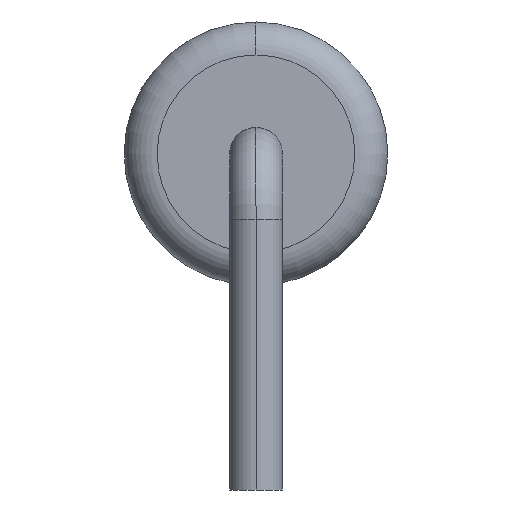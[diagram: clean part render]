
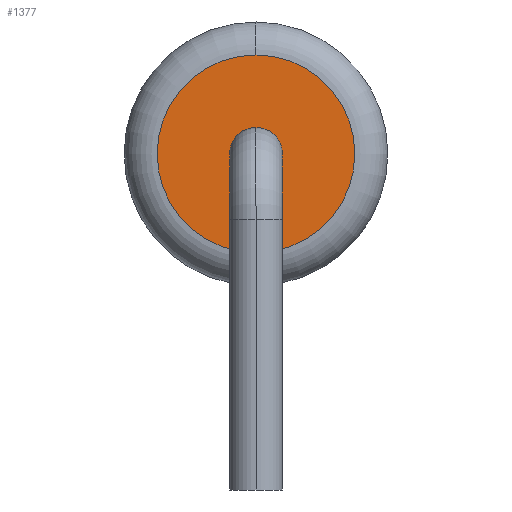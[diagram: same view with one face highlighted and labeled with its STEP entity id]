
A CAD part, left-side view. The second image highlights one B-rep face of the part: STEP entity #1377.
In plain terms, the highlighted planar face has unit normal (-1, 0, 0).
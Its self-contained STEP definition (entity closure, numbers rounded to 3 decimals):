
#1307=CARTESIAN_POINT('',(-5.0,0.5,0.5));
#1308=VERTEX_POINT('',#1307);
#1324=CARTESIAN_POINT('',(-5.0,0.5,3.5));
#1325=VERTEX_POINT('',#1324);
#1333=CARTESIAN_POINT('',(-5.0,0.5,2.));
#1334=DIRECTION('',(1.0,0.0,0.0));
#1335=DIRECTION('',(0.0,0.0,1.0));
#1336=AXIS2_PLACEMENT_3D('',#1333,#1334,#1335);
#1337=CIRCLE('',#1336,1.5);
#1338=EDGE_CURVE('',#1325,#1308,#1337,.T.);
#1349=CARTESIAN_POINT('',(-5.0,0.5,2.));
#1350=DIRECTION('',(1.0,0.0,0.0));
#1351=DIRECTION('',(0.0,0.0,1.0));
#1352=AXIS2_PLACEMENT_3D('',#1349,#1350,#1351);
#1353=CIRCLE('',#1352,1.5);
#1354=EDGE_CURVE('',#1308,#1325,#1353,.T.);
#1368=CARTESIAN_POINT('',(-5.0,0.5,2.));
#1369=DIRECTION('',(-1.0,0.0,0.0));
#1370=DIRECTION('',(0.0,1.0,0.0));
#1371=AXIS2_PLACEMENT_3D('',#1368,#1369,#1370);
#1372=PLANE('',#1371);
#1373=ORIENTED_EDGE('',*,*,#1354,.F.);
#1374=ORIENTED_EDGE('',*,*,#1338,.F.);
#1375=EDGE_LOOP('',(#1373,#1374));
#1376=FACE_OUTER_BOUND('',#1375,.T.);
#1377=ADVANCED_FACE('',(#1376),#1372,.T.);
